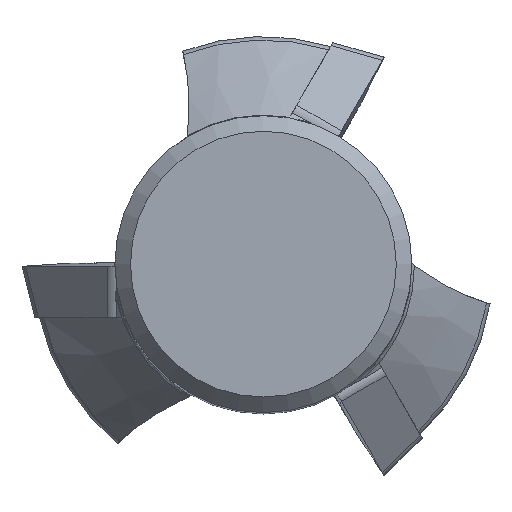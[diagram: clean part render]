
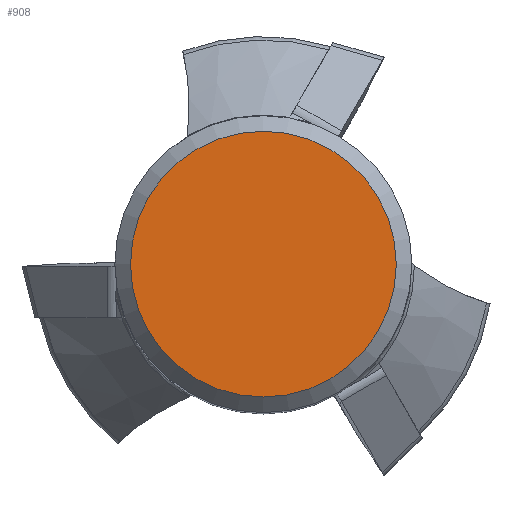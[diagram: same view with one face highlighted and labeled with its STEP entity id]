
A CAD part, top view. The second image highlights one B-rep face of the part: STEP entity #908.
In plain terms, the highlighted planar face has unit normal (0, 0, 1).
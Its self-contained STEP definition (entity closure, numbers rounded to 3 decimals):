
#391=FACE_OUTER_BOUND('',#1426,.T.);
#908=ADVANCED_FACE('',(#391),#1105,.F.);
#1105=PLANE('',#4181);
#1228=CIRCLE('',#4180,8.522);
#1426=EDGE_LOOP('',(#1901));
#1901=ORIENTED_EDGE('',*,*,#3340,.F.);
#2911=VERTEX_POINT('',#6455);
#3340=EDGE_CURVE('',#2911,#2911,#1228,.T.);
#4180=AXIS2_PLACEMENT_3D('',#6454,#4703,#4704);
#4181=AXIS2_PLACEMENT_3D('',#6456,#4705,#4706);
#4703=DIRECTION('',(0.,0.,-1.));
#4704=DIRECTION('',(-1.,0.,0.));
#4705=DIRECTION('',(0.,0.,-1.));
#4706=DIRECTION('',(-1.,0.,0.));
#6454=CARTESIAN_POINT('',(0.,0.,0.));
#6455=CARTESIAN_POINT('',(-8.522,0.,0.));
#6456=CARTESIAN_POINT('',(0.,0.,0.));
